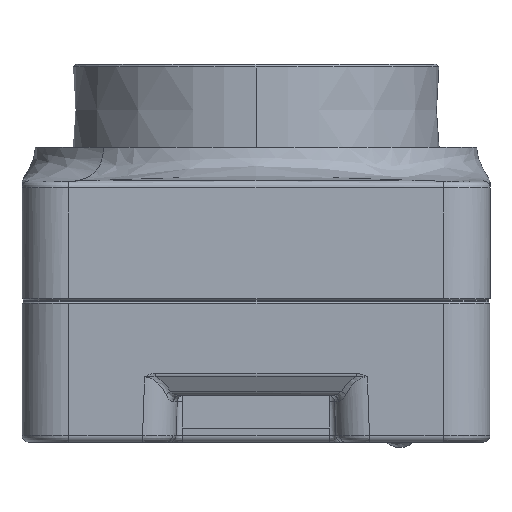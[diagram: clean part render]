
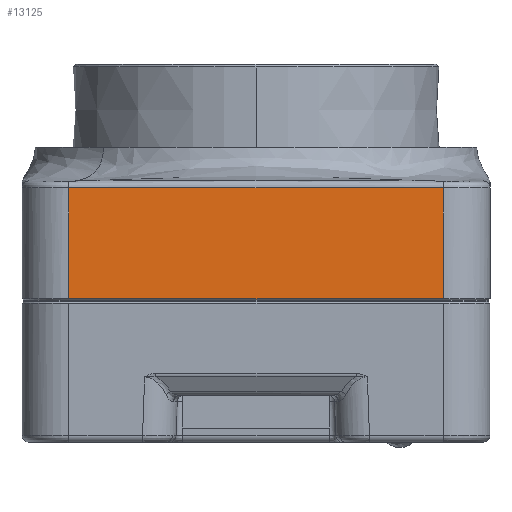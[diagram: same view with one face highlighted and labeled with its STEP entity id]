
A CAD part, left-side view. The second image highlights one B-rep face of the part: STEP entity #13125.
In plain terms, the highlighted planar face has unit normal (-1, 0, 0.018).
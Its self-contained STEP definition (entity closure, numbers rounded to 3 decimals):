
#228 = ORIENTED_EDGE ( 'NONE', *, *, #12447, .F. ) ;
#359 = CARTESIAN_POINT ( 'NONE',  ( -21.839, -10.507, 5.142 ) ) ;
#397 = ORIENTED_EDGE ( 'NONE', *, *, #1959, .F. ) ;
#426 = CARTESIAN_POINT ( 'NONE',  ( -21.838, -5.762, 5.183 ) ) ;
#493 = CARTESIAN_POINT ( 'NONE',  ( -21.838, 6.966, 5.173 ) ) ;
#561 = CARTESIAN_POINT ( 'NONE',  ( -21.839, 10.472, 5.142 ) ) ;
#961 = FACE_OUTER_BOUND ( 'NONE', #2263, .T. ) ;
#1838 = CARTESIAN_POINT ( 'NONE',  ( -21.839, -14., 5.114 ) ) ;
#1906 = CARTESIAN_POINT ( 'NONE',  ( -21.838, -8.505, 5.16 ) ) ;
#1959 = EDGE_CURVE ( 'NONE', #5190, #13512, #16042, .T. ) ;
#1971 = CARTESIAN_POINT ( 'NONE',  ( -21.838, -2.236, 5.2 ) ) ;
#2048 = CARTESIAN_POINT ( 'NONE',  ( -21.838, 6.99, 5.173 ) ) ;
#2110 = CARTESIAN_POINT ( 'NONE',  ( -21.839, 10.492, 5.142 ) ) ;
#2263 = EDGE_LOOP ( 'NONE', ( #18762, #10471, #228, #397 ) ) ;
#2539 = VERTEX_POINT ( 'NONE', #16023 ) ;
#3368 = CARTESIAN_POINT ( 'NONE',  ( -21.839, -13.352, 5.117 ) ) ;
#3438 = CARTESIAN_POINT ( 'NONE',  ( -21.838, -7.275, 5.171 ) ) ;
#3506 = CARTESIAN_POINT ( 'NONE',  ( -21.838, -0.546, 5.203 ) ) ;
#3573 = CARTESIAN_POINT ( 'NONE',  ( -21.838, 6.999, 5.173 ) ) ;
#3632 = CARTESIAN_POINT ( 'NONE',  ( -21.839, 13.76, 5.114 ) ) ;
#4535 = VECTOR ( 'NONE', #12854, 1000. ) ;
#4655 = LINE ( 'NONE', #5337, #4535 ) ;
#4872 = CARTESIAN_POINT ( 'NONE',  ( -21.839, -11.365, 5.134 ) ) ;
#4937 = CARTESIAN_POINT ( 'NONE',  ( -21.838, -7.063, 5.173 ) ) ;
#4995 = CARTESIAN_POINT ( 'NONE',  ( -21.838, 2.787, 5.199 ) ) ;
#5059 = CARTESIAN_POINT ( 'NONE',  ( -21.838, 7.917, 5.165 ) ) ;
#5190 = VERTEX_POINT ( 'NONE', #8129 ) ;
#5337 = CARTESIAN_POINT ( 'NONE',  ( -22., 14., -4.1 ) ) ;
#6405 = CARTESIAN_POINT ( 'NONE',  ( -21.839, -10.726, 5.14 ) ) ;
#6467 = CARTESIAN_POINT ( 'NONE',  ( -21.838, -7.015, 5.173 ) ) ;
#6529 = CARTESIAN_POINT ( 'NONE',  ( -21.838, 5.922, 5.181 ) ) ;
#6597 = CARTESIAN_POINT ( 'NONE',  ( -21.839, 9.753, 5.149 ) ) ;
#6603 = B_SPLINE_CURVE_WITH_KNOTS ( 'NONE', 3,
 ( #1838, #12390, #3368, #13897, #4872, #15329, #6405, #16797, #7903, #18211, #9425, #359, #10918, #1906, #12459, #3438, #13961, #4937, #15399, #6467, #16849, #7968, #18280, #9485, #426, #10994, #1971, #12524, #3506, #14018, #4995, #15468, #6529, #16909, #8029, #18336, #9561, #493, #11052, #2048, #12586, #3573, #14089, #5059, #15529, #6597, #16973, #8094, #18396, #9626, #561, #11110, #2110, #12650, #3632, #14146 ),
 .UNSPECIFIED., .F., .F.,
 ( 4, 1, 1, 1, 1, 1, 1, 1, 2, 2, 1, 1, 1, 1, 1, 1, 1, 1, 2, 2, 1, 2, 2, 1, 1, 1, 1, 1, 1, 1, 1, 1, 2, 2, 1, 1, 1, 1, 1, 1, 1, 2, 2, 4 ),
 ( 0., 0.062, 0.094, 0.109, 0.117, 0.121, 0.123, 0.124, 0.125, 0.125, 0.187, 0.219, 0.234, 0.242, 0.246, 0.248, 0.249, 0.25, 0.25, 0.25, 0.375, 0.437, 0.5, 0.625, 0.688, 0.719, 0.734, 0.742, 0.746, 0.748, 0.749, 0.75, 0.75, 0.75, 0.813, 0.844, 0.859, 0.867, 0.871, 0.873, 0.874, 0.875, 0.875, 1. ),
 .UNSPECIFIED. ) ;
#7484 = DIRECTION ( 'NONE',  ( 0.017, 0., 1. ) ) ;
#7747 = AXIS2_PLACEMENT_3D ( 'NONE', #11975, #16400, #7484 ) ;
#7903 = CARTESIAN_POINT ( 'NONE',  ( -21.839, -10.557, 5.142 ) ) ;
#7968 = CARTESIAN_POINT ( 'NONE',  ( -21.838, -7.004, 5.173 ) ) ;
#8029 = CARTESIAN_POINT ( 'NONE',  ( -21.838, 6.729, 5.175 ) ) ;
#8094 = CARTESIAN_POINT ( 'NONE',  ( -21.839, 10.307, 5.144 ) ) ;
#8129 = CARTESIAN_POINT ( 'NONE',  ( -21.984, -14., -3.173 ) ) ;
#8772 = EDGE_CURVE ( 'NONE', #5190, #17436, #15694, .T. ) ;
#9425 = CARTESIAN_POINT ( 'NONE',  ( -21.839, -10.516, 5.142 ) ) ;
#9485 = CARTESIAN_POINT ( 'NONE',  ( -21.838, -7.003, 5.173 ) ) ;
#9561 = CARTESIAN_POINT ( 'NONE',  ( -21.838, 6.932, 5.174 ) ) ;
#9626 = CARTESIAN_POINT ( 'NONE',  ( -21.839, 10.451, 5.142 ) ) ;
#10471 = ORIENTED_EDGE ( 'NONE', *, *, #12730, .T. ) ;
#10918 = CARTESIAN_POINT ( 'NONE',  ( -21.839, -9.61, 5.15 ) ) ;
#10994 = CARTESIAN_POINT ( 'NONE',  ( -21.838, -3.959, 5.194 ) ) ;
#11052 = CARTESIAN_POINT ( 'NONE',  ( -21.838, 6.983, 5.173 ) ) ;
#11110 = CARTESIAN_POINT ( 'NONE',  ( -21.839, 10.486, 5.142 ) ) ;
#11975 = CARTESIAN_POINT ( 'NONE',  ( -22., -17.5, -4.1 ) ) ;
#12390 = CARTESIAN_POINT ( 'NONE',  ( -21.839, -13.88, 5.114 ) ) ;
#12447 = EDGE_CURVE ( 'NONE', #13512, #2539, #4655, .T. ) ;
#12459 = CARTESIAN_POINT ( 'NONE',  ( -21.838, -7.618, 5.168 ) ) ;
#12524 = CARTESIAN_POINT ( 'NONE',  ( -21.838, -1.105, 5.202 ) ) ;
#12586 = CARTESIAN_POINT ( 'NONE',  ( -21.838, 6.995, 5.173 ) ) ;
#12650 = CARTESIAN_POINT ( 'NONE',  ( -21.839, 12.593, 5.123 ) ) ;
#12730 = EDGE_CURVE ( 'NONE', #17436, #2539, #6603, .T. ) ;
#12854 = DIRECTION ( 'NONE',  ( 0.017, 0., 1. ) ) ;
#13125 = ADVANCED_FACE ( 'NONE', ( #961 ), #13473, .T. ) ;
#13451 = VECTOR ( 'NONE', #14859, 1000. ) ;
#13473 = PLANE ( 'NONE',  #7747 ) ;
#13512 = VERTEX_POINT ( 'NONE', #16974 ) ;
#13530 = VECTOR ( 'NONE', #18116, 1000. ) ;
#13897 = CARTESIAN_POINT ( 'NONE',  ( -21.839, -12.129, 5.127 ) ) ;
#13961 = CARTESIAN_POINT ( 'NONE',  ( -21.838, -7.129, 5.172 ) ) ;
#14018 = CARTESIAN_POINT ( 'NONE',  ( -21.838, 1.092, 5.203 ) ) ;
#14089 = CARTESIAN_POINT ( 'NONE',  ( -21.838, 7.274, 5.171 ) ) ;
#14146 = CARTESIAN_POINT ( 'NONE',  ( -21.839, 14., 5.114 ) ) ;
#14859 = DIRECTION ( 'NONE',  ( 0.017, 0., 1. ) ) ;
#15329 = CARTESIAN_POINT ( 'NONE',  ( -21.839, -10.945, 5.138 ) ) ;
#15399 = CARTESIAN_POINT ( 'NONE',  ( -21.838, -7.031, 5.173 ) ) ;
#15468 = CARTESIAN_POINT ( 'NONE',  ( -21.838, 4.861, 5.188 ) ) ;
#15529 = CARTESIAN_POINT ( 'NONE',  ( -21.838, 9.073, 5.155 ) ) ;
#15694 = LINE ( 'NONE', #17857, #13451 ) ;
#16023 = CARTESIAN_POINT ( 'NONE',  ( -21.839, 14., 5.114 ) ) ;
#16042 = LINE ( 'NONE', #17351, #13530 ) ;
#16400 = DIRECTION ( 'NONE',  ( -1., 0., 0.017 ) ) ;
#16797 = CARTESIAN_POINT ( 'NONE',  ( -21.839, -10.614, 5.141 ) ) ;
#16849 = CARTESIAN_POINT ( 'NONE',  ( -21.838, -7.008, 5.173 ) ) ;
#16909 = CARTESIAN_POINT ( 'NONE',  ( -21.838, 6.459, 5.177 ) ) ;
#16973 = CARTESIAN_POINT ( 'NONE',  ( -21.839, 10.118, 5.146 ) ) ;
#16974 = CARTESIAN_POINT ( 'NONE',  ( -21.984, 14., -3.173 ) ) ;
#17351 = CARTESIAN_POINT ( 'NONE',  ( -21.984, 0., -3.173 ) ) ;
#17436 = VERTEX_POINT ( 'NONE', #17955 ) ;
#17857 = CARTESIAN_POINT ( 'NONE',  ( -22., -14., -4.1 ) ) ;
#17955 = CARTESIAN_POINT ( 'NONE',  ( -21.839, -14., 5.114 ) ) ;
#18116 = DIRECTION ( 'NONE',  ( 0., 1., 0. ) ) ;
#18211 = CARTESIAN_POINT ( 'NONE',  ( -21.839, -10.533, 5.142 ) ) ;
#18280 = CARTESIAN_POINT ( 'NONE',  ( -21.838, -7.002, 5.173 ) ) ;
#18336 = CARTESIAN_POINT ( 'NONE',  ( -21.838, 6.864, 5.174 ) ) ;
#18396 = CARTESIAN_POINT ( 'NONE',  ( -21.839, 10.403, 5.143 ) ) ;
#18762 = ORIENTED_EDGE ( 'NONE', *, *, #8772, .T. ) ;
